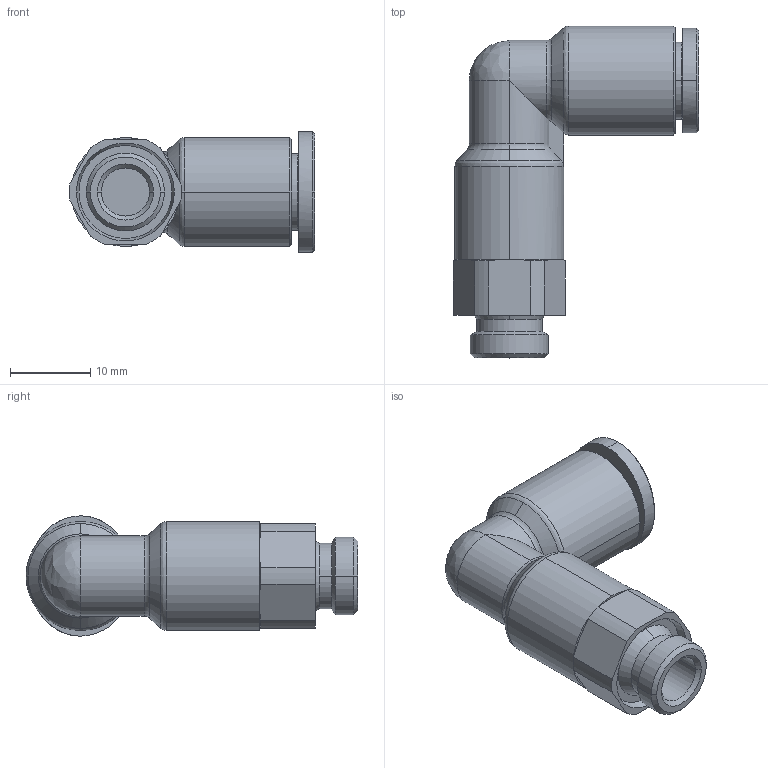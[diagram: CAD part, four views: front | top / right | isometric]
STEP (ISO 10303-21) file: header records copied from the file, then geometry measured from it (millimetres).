
FILE_DESCRIPTION (( 'STEP AP214' ), '1' );
FILE_NAME ('PLLP08-G01.stp', '2015-09-16T07:27:18', ( '' ), ( '' ), 'SwSTEP 2.0', 'SolidWorks 2015', '' );
FILE_SCHEMA (( 'AUTOMOTIVE_DESIGN' ));
Length unit declared in the file: millimetre
Products named in the file (2): PLLP08-G01; ｦ+ﾃｦ1
Assembly tree (1 placements, depth 2):
  PLLP08-G01
    ｦ+ﾃｦ1
Bounding box: 30.59 x 41.4 x 15 mm (x, y, z)
Volume: 5573.8 mm3; surface area: 3479.6 mm2
Topology: 1 solids, 1 shells, 450 faces, 1252 edges, 826 vertices
Faces by surface type: plane 353, bspline 34, cylinder 31, cone 28, torus 4
Entity records: 15919 total; most frequent: CARTESIAN_POINT 3852, ORIENTED_EDGE 2502, DIRECTION 2102, EDGE_CURVE 1251, VECTOR 1036, LINE 1036, VERTEX_POINT 826, AXIS2_PLACEMENT_3D 533
